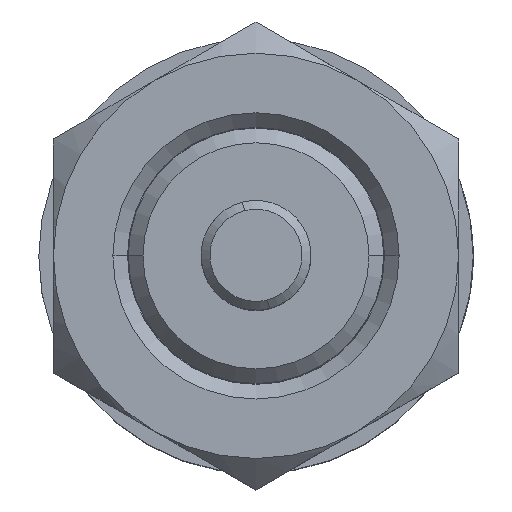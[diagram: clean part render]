
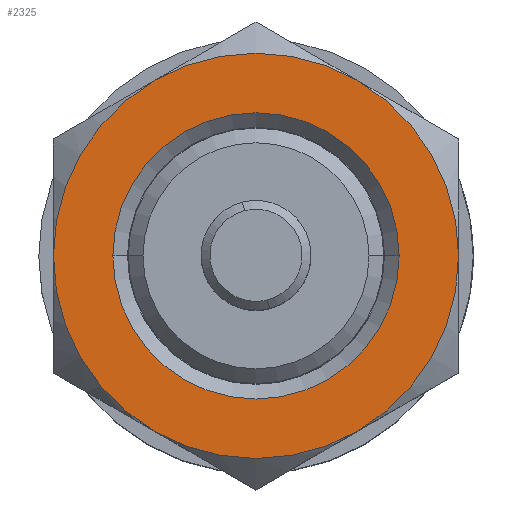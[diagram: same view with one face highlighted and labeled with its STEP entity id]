
A CAD part, top view. The second image highlights one B-rep face of the part: STEP entity #2325.
In plain terms, the highlighted planar face has unit normal (0, 0, 1).
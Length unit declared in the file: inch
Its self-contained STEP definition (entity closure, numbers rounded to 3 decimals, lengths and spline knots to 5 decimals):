
#61 = EDGE_CURVE ( 'NONE', #1255, #728, #2073, .T. ) ;
#71 = EDGE_CURVE ( 'NONE', #617, #1428, #2696, .T. ) ;
#211 = CARTESIAN_POINT ( 'NONE',  ( 0., 0., 0.125 ) ) ;
#221 = CIRCLE ( 'NONE', #1470, 0.345 ) ;
#250 = CARTESIAN_POINT ( 'NONE',  ( -0.1725, -0.29878, 0.125 ) ) ;
#278 = ORIENTED_EDGE ( 'NONE', *, *, #1366, .F. ) ;
#400 = CARTESIAN_POINT ( 'NONE',  ( 0.1725, 0.29878, 0.125 ) ) ;
#451 = DIRECTION ( 'NONE',  ( -1., 0., 0. ) ) ;
#469 = CARTESIAN_POINT ( 'NONE',  ( 0., 0.39837, 0.125 ) ) ;
#485 = CARTESIAN_POINT ( 'NONE',  ( 0.345, 0., 0.125 ) ) ;
#507 = DIRECTION ( 'NONE',  ( 0., 0., 1. ) ) ;
#597 = CARTESIAN_POINT ( 'NONE',  ( 0., 0., 0.125 ) ) ;
#617 = VERTEX_POINT ( 'NONE', #955 ) ;
#663 = CARTESIAN_POINT ( 'NONE',  ( -0.345, 0., 0.125 ) ) ;
#710 = DIRECTION ( 'NONE',  ( 0., 0., -1. ) ) ;
#728 = VERTEX_POINT ( 'NONE', #1486 ) ;
#770 = CIRCLE ( 'NONE', #2232, 0.345 ) ;
#784 = AXIS2_PLACEMENT_3D ( 'NONE', #2071, #710, #2306 ) ;
#811 = CIRCLE ( 'NONE', #1592, 0.345 ) ;
#827 = DIRECTION ( 'NONE',  ( -1., 0., 0. ) ) ;
#834 = VERTEX_POINT ( 'NONE', #2230 ) ;
#920 = EDGE_CURVE ( 'NONE', #1428, #617, #1642, .T. ) ;
#923 = DIRECTION ( 'NONE',  ( 0., 0., -1. ) ) ;
#955 = CARTESIAN_POINT ( 'NONE',  ( -0.24375, 0., 0.125 ) ) ;
#1165 = DIRECTION ( 'NONE',  ( -1., 0., 0. ) ) ;
#1174 = ORIENTED_EDGE ( 'NONE', *, *, #71, .T. ) ;
#1204 = DIRECTION ( 'NONE',  ( 0., 0., -1. ) ) ;
#1255 = VERTEX_POINT ( 'NONE', #485 ) ;
#1260 = CARTESIAN_POINT ( 'NONE',  ( 0., 0., 0.125 ) ) ;
#1279 = AXIS2_PLACEMENT_3D ( 'NONE', #211, #1816, #451 ) ;
#1301 = EDGE_CURVE ( 'NONE', #1255, #2896, #811, .T. ) ;
#1362 = DIRECTION ( 'NONE',  ( 0., 0., -1. ) ) ;
#1366 = EDGE_CURVE ( 'NONE', #2203, #834, #1788, .T. ) ;
#1428 = VERTEX_POINT ( 'NONE', #1906 ) ;
#1470 = AXIS2_PLACEMENT_3D ( 'NONE', #597, #2192, #827 ) ;
#1479 = DIRECTION ( 'NONE',  ( -1., 0., 0. ) ) ;
#1486 = CARTESIAN_POINT ( 'NONE',  ( 0.1725, -0.29878, 0.125 ) ) ;
#1501 = EDGE_CURVE ( 'NONE', #728, #2361, #770, .T. ) ;
#1525 = ORIENTED_EDGE ( 'NONE', *, *, #2813, .F. ) ;
#1592 = AXIS2_PLACEMENT_3D ( 'NONE', #1868, #507, #2105 ) ;
#1598 = ORIENTED_EDGE ( 'NONE', *, *, #61, .F. ) ;
#1631 = EDGE_LOOP ( 'NONE', ( #278, #1525, #1976, #1598, #2029, #2730 ) ) ;
#1642 = CIRCLE ( 'NONE', #2503, 0.24375 ) ;
#1749 = AXIS2_PLACEMENT_3D ( 'NONE', #2592, #1204, #2815 ) ;
#1788 = CIRCLE ( 'NONE', #1749, 0.345 ) ;
#1816 = DIRECTION ( 'NONE',  ( 0., 0., -1. ) ) ;
#1825 = EDGE_LOOP ( 'NONE', ( #2111, #1174 ) ) ;
#1868 = CARTESIAN_POINT ( 'NONE',  ( 0., 0., 0.125 ) ) ;
#1891 = AXIS2_PLACEMENT_3D ( 'NONE', #2290, #923, #2531 ) ;
#1906 = CARTESIAN_POINT ( 'NONE',  ( 0.24375, 0., 0.125 ) ) ;
#1976 = ORIENTED_EDGE ( 'NONE', *, *, #1501, .F. ) ;
#1989 = FACE_OUTER_BOUND ( 'NONE', #1631, .T. ) ;
#2029 = ORIENTED_EDGE ( 'NONE', *, *, #1301, .T. ) ;
#2071 = CARTESIAN_POINT ( 'NONE',  ( 0., 0., 0.125 ) ) ;
#2073 = CIRCLE ( 'NONE', #1279, 0.345 ) ;
#2105 = DIRECTION ( 'NONE',  ( 1., 0., 0. ) ) ;
#2111 = ORIENTED_EDGE ( 'NONE', *, *, #920, .T. ) ;
#2192 = DIRECTION ( 'NONE',  ( 0., 0., -1. ) ) ;
#2203 = VERTEX_POINT ( 'NONE', #663 ) ;
#2230 = CARTESIAN_POINT ( 'NONE',  ( -0.1725, 0.29878, 0.125 ) ) ;
#2232 = AXIS2_PLACEMENT_3D ( 'NONE', #1260, #2873, #1479 ) ;
#2290 = CARTESIAN_POINT ( 'NONE',  ( 0., 0., 0.125 ) ) ;
#2306 = DIRECTION ( 'NONE',  ( -1., 0., 0. ) ) ;
#2325 = ADVANCED_FACE ( 'NONE', ( #2542, #1989 ), #2763, .F. ) ;
#2361 = VERTEX_POINT ( 'NONE', #250 ) ;
#2375 = AXIS2_PLACEMENT_3D ( 'NONE', #469, #2549, #1165 ) ;
#2503 = AXIS2_PLACEMENT_3D ( 'NONE', #2749, #1362, #2979 ) ;
#2531 = DIRECTION ( 'NONE',  ( -1., 0., 0. ) ) ;
#2542 = FACE_BOUND ( 'NONE', #1825, .T. ) ;
#2549 = DIRECTION ( 'NONE',  ( 0., 0., -1. ) ) ;
#2554 = EDGE_CURVE ( 'NONE', #834, #2896, #2644, .T. ) ;
#2592 = CARTESIAN_POINT ( 'NONE',  ( 0., 0., 0.125 ) ) ;
#2644 = CIRCLE ( 'NONE', #784, 0.345 ) ;
#2696 = CIRCLE ( 'NONE', #1891, 0.24375 ) ;
#2730 = ORIENTED_EDGE ( 'NONE', *, *, #2554, .F. ) ;
#2749 = CARTESIAN_POINT ( 'NONE',  ( 0., 0., 0.125 ) ) ;
#2763 = PLANE ( 'NONE',  #2375 ) ;
#2813 = EDGE_CURVE ( 'NONE', #2361, #2203, #221, .T. ) ;
#2815 = DIRECTION ( 'NONE',  ( -1., 0., 0. ) ) ;
#2873 = DIRECTION ( 'NONE',  ( 0., 0., -1. ) ) ;
#2896 = VERTEX_POINT ( 'NONE', #400 ) ;
#2979 = DIRECTION ( 'NONE',  ( -1., 0., 0. ) ) ;
